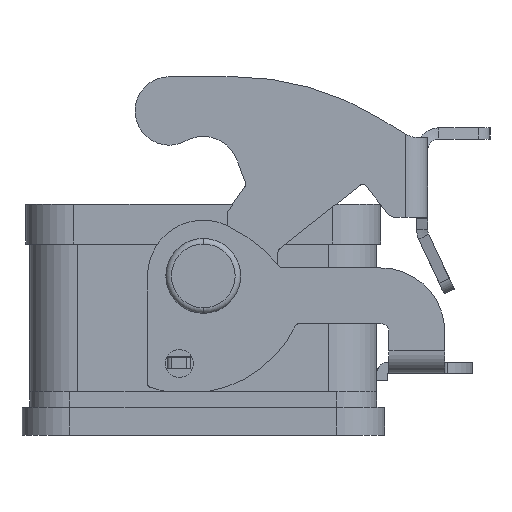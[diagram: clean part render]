
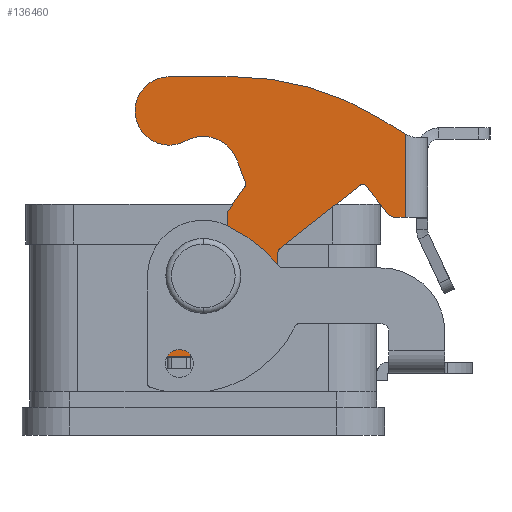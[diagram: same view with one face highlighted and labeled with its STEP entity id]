
A CAD part, left-side view. The second image highlights one B-rep face of the part: STEP entity #136460.
In plain terms, the highlighted planar face has unit normal (-1, 0, 0).
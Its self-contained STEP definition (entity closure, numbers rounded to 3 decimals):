
#133690=CARTESIAN_POINT('',(-63.,4.5,-10.138));
#133700=DIRECTION('',(0.,-1.,0.));
#133710=VECTOR('',#133700,2.9);
#133720=LINE('',#133690,#133710);
#133730=CARTESIAN_POINT('',(-63.,4.5,-10.138));
#133740=VERTEX_POINT('',#133730);
#133750=CARTESIAN_POINT('',(-63.,1.6,-10.138));
#133760=VERTEX_POINT('',#133750);
#133770=EDGE_CURVE('',#133740,#133760,#133720,.T.);
#134130=CARTESIAN_POINT('',(-63.,-35.484,9.888));
#134140=DIRECTION('',(1.,0.,0.));
#134150=DIRECTION('',(0.,0.,-1.));
#134160=AXIS2_PLACEMENT_3D('',#134130,#134140,#134150);
#134170=PLANE('',#134160);
#134180=CARTESIAN_POINT('',(-63.,4.5,-10.138));
#134190=DIRECTION('',(0.,0.,1.));
#134200=VECTOR('',#134190,0.138);
#134210=LINE('',#134180,#134200);
#134220=CARTESIAN_POINT('',(-63.,4.5,-10.));
#134230=VERTEX_POINT('',#134220);
#134240=EDGE_CURVE('',#133740,#134230,#134210,.T.);
#134250=ORIENTED_EDGE('',*,*,#134240,.F.);
#134260=CARTESIAN_POINT('',(-63.,4.5,-10.));
#134270=DIRECTION('',(0.,1.,0.));
#134280=VECTOR('',#134270,0.8);
#134290=LINE('',#134260,#134280);
#134300=CARTESIAN_POINT('',(-63.,5.3,-10.));
#134310=VERTEX_POINT('',#134300);
#134320=EDGE_CURVE('',#134230,#134310,#134290,.T.);
#134330=ORIENTED_EDGE('',*,*,#134320,.F.);
#134340=CARTESIAN_POINT('',(-63.,5.3,-9.8));
#134350=DIRECTION('',(1.,0.,0.));
#134360=DIRECTION('',(0.,0.,-1.));
#134370=AXIS2_PLACEMENT_3D('',#134340,#134350,#134360);
#134380=CIRCLE('',#134370,0.2);
#134390=CARTESIAN_POINT('',(-63.,5.5,-9.8));
#134400=VERTEX_POINT('',#134390);
#134410=EDGE_CURVE('',#134310,#134400,#134380,.T.);
#134420=ORIENTED_EDGE('',*,*,#134410,.F.);
#134430=CARTESIAN_POINT('',(-63.,5.5,-9.8));
#134440=DIRECTION('',(0.,0.,1.));
#134450=VECTOR('',#134440,2.988);
#134460=LINE('',#134430,#134450);
#134470=CARTESIAN_POINT('',(-63.,5.5,-6.812));
#134480=VERTEX_POINT('',#134470);
#134490=EDGE_CURVE('',#134400,#134480,#134460,.T.);
#134500=ORIENTED_EDGE('',*,*,#134490,.F.);
#134510=CARTESIAN_POINT('',(-63.,4.5,-6.812));
#134520=DIRECTION('',(1.,0.,0.));
#134530=DIRECTION('',(0.,1.,0.));
#134540=AXIS2_PLACEMENT_3D('',#134510,#134520,#134530);
#134550=CIRCLE('',#134540,1.);
#134560=CARTESIAN_POINT('',(-63.,4.759,-5.846));
#134570=VERTEX_POINT('',#134560);
#134580=EDGE_CURVE('',#134480,#134570,#134550,.T.);
#134590=ORIENTED_EDGE('',*,*,#134580,.F.);
#134600=CARTESIAN_POINT('',(-63.,4.759,-5.846));
#134610=DIRECTION('',(0.,-0.966,0.259));
#134620=VECTOR('',#134610,7.265);
#134630=LINE('',#134600,#134620);
#134640=CARTESIAN_POINT('',(-63.,-2.259,-3.966));
#134650=VERTEX_POINT('',#134640);
#134660=EDGE_CURVE('',#134570,#134650,#134630,.T.);
#134670=ORIENTED_EDGE('',*,*,#134660,.F.);
#134680=CARTESIAN_POINT('',(-63.,-2.,-3.));
#134690=DIRECTION('',(-1.,0.,0.));
#134700=DIRECTION('',(0.,1.,0.));
#134710=AXIS2_PLACEMENT_3D('',#134680,#134690,#134700);
#134720=CIRCLE('',#134710,1.);
#134730=CARTESIAN_POINT('',(-63.,-3.,-3.));
#134740=VERTEX_POINT('',#134730);
#134750=EDGE_CURVE('',#134650,#134740,#134720,.T.);
#134760=ORIENTED_EDGE('',*,*,#134750,.F.);
#134770=CARTESIAN_POINT('',(-63.,-3.,-3.));
#134780=DIRECTION('',(0.,0.,1.));
#134790=VECTOR('',#134780,11.);
#134800=LINE('',#134770,#134790);
#134810=CARTESIAN_POINT('',(-63.,-3.,8.));
#134820=VERTEX_POINT('',#134810);
#134830=EDGE_CURVE('',#134740,#134820,#134800,.T.);
#134840=ORIENTED_EDGE('',*,*,#134830,.F.);
#134850=CARTESIAN_POINT('',(-63.,-3.,8.));
#134860=DIRECTION('',(0.,-0.57,0.822));
#134870=VECTOR('',#134860,3.912);
#134880=LINE('',#134850,#134870);
#134890=CARTESIAN_POINT('',(-63.,-5.229,11.215));
#134900=VERTEX_POINT('',#134890);
#134910=EDGE_CURVE('',#134820,#134900,#134880,.T.);
#134920=ORIENTED_EDGE('',*,*,#134910,.F.);
#134930=CARTESIAN_POINT('',(-63.,-4.818,11.5));
#134940=DIRECTION('',(-1.,0.,0.));
#134950=DIRECTION('',(0.,0.938,-0.346));
#134960=AXIS2_PLACEMENT_3D('',#134930,#134940,#134950);
#134970=CIRCLE('',#134960,0.5);
#134980=CARTESIAN_POINT('',(-63.,-5.287,11.673));
#134990=VERTEX_POINT('',#134980);
#135000=EDGE_CURVE('',#134900,#134990,#134970,.T.);
#135010=ORIENTED_EDGE('',*,*,#135000,.F.);
#135020=CARTESIAN_POINT('',(-63.,-5.287,11.673));
#135030=DIRECTION('',(0.,0.346,0.938));
#135040=VECTOR('',#135030,3.076);
#135050=LINE('',#135020,#135040);
#135060=CARTESIAN_POINT('',(-63.,-4.221,14.559));
#135070=VERTEX_POINT('',#135060);
#135080=EDGE_CURVE('',#134990,#135070,#135050,.T.);
#135090=ORIENTED_EDGE('',*,*,#135080,.F.);
#135100=CARTESIAN_POINT('',(-63.,0.,13.));
#135110=DIRECTION('',(-1.,0.,0.));
#135120=DIRECTION('',(0.,-0.484,-0.875));
#135130=AXIS2_PLACEMENT_3D('',#135100,#135110,#135120);
#135140=CIRCLE('',#135130,4.5);
#135150=CARTESIAN_POINT('',(-63.,2.179,16.938));
#135160=VERTEX_POINT('',#135150);
#135170=EDGE_CURVE('',#135070,#135160,#135140,.T.);
#135180=ORIENTED_EDGE('',*,*,#135170,.F.);
#135190=CARTESIAN_POINT('',(-63.,4.26,20.7));
#135200=DIRECTION('',(1.,0.,0.));
#135210=DIRECTION('',(0.,-0.484,-0.875));
#135220=AXIS2_PLACEMENT_3D('',#135190,#135200,#135210);
#135230=CIRCLE('',#135220,4.3);
#135240=CARTESIAN_POINT('',(-63.,4.26,25.));
#135250=VERTEX_POINT('',#135240);
#135260=EDGE_CURVE('',#135160,#135250,#135230,.T.);
#135270=ORIENTED_EDGE('',*,*,#135260,.F.);
#135280=CARTESIAN_POINT('',(-63.,4.26,25.));
#135290=DIRECTION('',(0.,-1.,0.));
#135300=VECTOR('',#135290,8.);
#135310=LINE('',#135280,#135300);
#135320=CARTESIAN_POINT('',(-63.,-3.74,25.));
#135330=VERTEX_POINT('',#135320);
#135340=EDGE_CURVE('',#135250,#135330,#135310,.T.);
#135350=ORIENTED_EDGE('',*,*,#135340,.F.);
#135360=CARTESIAN_POINT('',(-63.,-3.74,-10.));
#135370=DIRECTION('',(1.,0.,0.));
#135380=DIRECTION('',(0.,0.,1.));
#135390=AXIS2_PLACEMENT_3D('',#135360,#135370,#135380);
#135400=CIRCLE('',#135390,35.);
#135410=CARTESIAN_POINT('',(-63.,-22.025,19.843));
#135420=VERTEX_POINT('',#135410);
#135430=EDGE_CURVE('',#135330,#135420,#135400,.T.);
#135440=ORIENTED_EDGE('',*,*,#135430,.F.);
#135450=CARTESIAN_POINT('',(-63.,-22.025,19.843));
#135460=DIRECTION('',(0.,-0.853,-0.522)
);
#135470=VECTOR('',#135460,3.919);
#135480=LINE('',#135450,#135470);
#135490=CARTESIAN_POINT('',(-63.,-25.367,17.796));
#135500=VERTEX_POINT('',#135490);
#135510=EDGE_CURVE('',#135420,#135500,#135480,.T.);
#135520=ORIENTED_EDGE('',*,*,#135510,.F.);
#135530=CARTESIAN_POINT('',(-63.,-25.367,7.361));
#135540=DIRECTION('',(0.,0.,1.));
#135550=VECTOR('',#135540,10.435);
#135560=LINE('',#135530,#135550);
#135570=CARTESIAN_POINT('',(-63.,-25.367,7.361));
#135580=VERTEX_POINT('',#135570);
#135590=EDGE_CURVE('',#135580,#135500,#135560,.T.);
#135600=ORIENTED_EDGE('',*,*,#135590,.T.);
#135610=CARTESIAN_POINT('',(-63.,-25.367,7.361));
#135620=DIRECTION('',(0.,1.,0.));
#135630=VECTOR('',#135620,1.367);
#135640=LINE('',#135610,#135630);
#135650=CARTESIAN_POINT('',(-63.,-24.,7.361));
#135660=VERTEX_POINT('',#135650);
#135670=EDGE_CURVE('',#135580,#135660,#135640,.T.);
#135680=ORIENTED_EDGE('',*,*,#135670,.F.);
#135690=CARTESIAN_POINT('',(-63.,-24.,8.361));
#135700=DIRECTION('',(1.,0.,0.));
#135710=DIRECTION('',(0.,0.,-1.));
#135720=AXIS2_PLACEMENT_3D('',#135690,#135700,#135710);
#135730=CIRCLE('',#135720,1.);
#135740=CARTESIAN_POINT('',(-63.,-23.216,7.741));
#135750=VERTEX_POINT('',#135740);
#135760=EDGE_CURVE('',#135660,#135750,#135730,.T.);
#135770=ORIENTED_EDGE('',*,*,#135760,.F.);
#135780=CARTESIAN_POINT('',(-63.,-23.216,7.741));
#135790=DIRECTION('',(0.,0.62,0.784));
#135800=VECTOR('',#135790,4.551);
#135810=LINE('',#135780,#135800);
#135820=CARTESIAN_POINT('',(-63.,-20.392,11.31));
#135830=VERTEX_POINT('',#135820);
#135840=EDGE_CURVE('',#135750,#135830,#135810,.T.);
#135850=ORIENTED_EDGE('',*,*,#135840,.F.);
#135860=CARTESIAN_POINT('',(-63.,-20.,11.));
#135870=DIRECTION('',(-1.,0.,0.));
#135880=DIRECTION('',(0.,-0.62,-0.784));
#135890=AXIS2_PLACEMENT_3D('',#135860,#135870,#135880);
#135900=CIRCLE('',#135890,0.5);
#135910=CARTESIAN_POINT('',(-63.,-19.69,11.392));
#135920=VERTEX_POINT('',#135910);
#135930=EDGE_CURVE('',#135830,#135920,#135900,.T.);
#135940=ORIENTED_EDGE('',*,*,#135930,.F.);
#135950=CARTESIAN_POINT('',(-63.,-19.69,11.392));
#135960=DIRECTION('',(0.,0.784,-0.62));
#135970=VECTOR('',#135960,12.895);
#135980=LINE('',#135950,#135970);
#135990=CARTESIAN_POINT('',(-63.,-9.576,3.392));
#136000=VERTEX_POINT('',#135990);
#136010=EDGE_CURVE('',#135920,#136000,#135980,.T.);
#136020=ORIENTED_EDGE('',*,*,#136010,.F.);
#136030=CARTESIAN_POINT('',(-63.,-9.886,3.));
#136040=DIRECTION('',(-1.,0.,0.));
#136050=DIRECTION('',(0.,-0.996,-0.087));
#136060=AXIS2_PLACEMENT_3D('',#136030,#136040,#136050);
#136070=CIRCLE('',#136060,0.5);
#136080=CARTESIAN_POINT('',(-63.,-9.388,3.044));
#136090=VERTEX_POINT('',#136080);
#136100=EDGE_CURVE('',#136000,#136090,#136070,.T.);
#136110=ORIENTED_EDGE('',*,*,#136100,.F.);
#136120=CARTESIAN_POINT('',(-63.,-9.388,3.044));
#136130=DIRECTION('',(0.,0.087,-0.996));
#136140=VECTOR('',#136130,4.846);
#136150=LINE('',#136120,#136140);
#136160=CARTESIAN_POINT('',(-63.,-8.966,-1.784));
#136170=VERTEX_POINT('',#136160);
#136180=EDGE_CURVE('',#136090,#136170,#136150,.T.);
#136190=ORIENTED_EDGE('',*,*,#136180,.F.);
#136200=CARTESIAN_POINT('',(-63.,0.,-1.));
#136210=DIRECTION('',(1.,0.,0.));
#136220=DIRECTION('',(0.,-0.996,-0.087));
#136230=AXIS2_PLACEMENT_3D('',#136200,#136210,#136220);
#136240=CIRCLE('',#136230,9.);
#136250=CARTESIAN_POINT('',(-63.,0.,-10.));
#136260=VERTEX_POINT('',#136250);
#136270=EDGE_CURVE('',#136170,#136260,#136240,.T.);
#136280=ORIENTED_EDGE('',*,*,#136270,.F.);
#136290=CARTESIAN_POINT('',(-63.,0.,-10.));
#136300=DIRECTION('',(0.,1.,0.));
#136310=VECTOR('',#136300,1.6);
#136320=LINE('',#136290,#136310);
#136330=CARTESIAN_POINT('',(-63.,1.6,-10.));
#136340=VERTEX_POINT('',#136330);
#136350=EDGE_CURVE('',#136260,#136340,#136320,.T.);
#136360=ORIENTED_EDGE('',*,*,#136350,.F.);
#136370=CARTESIAN_POINT('',(-63.,1.6,-10.));
#136380=DIRECTION('',(0.,0.,-1.));
#136390=VECTOR('',#136380,0.138);
#136400=LINE('',#136370,#136390);
#136410=EDGE_CURVE('',#136340,#133760,#136400,.T.);
#136420=ORIENTED_EDGE('',*,*,#136410,.F.);
#136430=ORIENTED_EDGE('',*,*,#133770,.T.);
#136440=EDGE_LOOP('',(#136430,#136420,#136360,#136280,#136190,#136110,
#136020,#135940,#135850,#135770,#135680,#135600,#135520,#135440,#135350,
#135270,#135180,#135090,#135010,#134920,#134840,#134760,#134670,#134590,
#134500,#134420,#134330,#134250));
#136450=FACE_OUTER_BOUND('',#136440,.T.);
#136460=ADVANCED_FACE('',(#136450),#134170,.F.);
